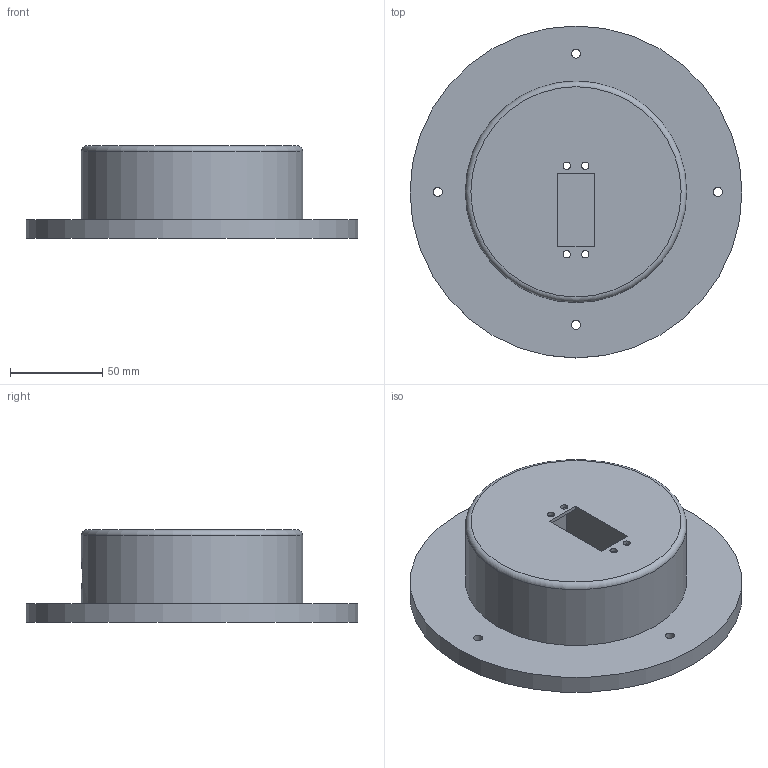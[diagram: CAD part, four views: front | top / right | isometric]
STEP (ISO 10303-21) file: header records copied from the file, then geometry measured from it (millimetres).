
FILE_DESCRIPTION(/* description */ (''),/* implementation_level */ '2;1');
FILE_NAME(/* name */ 'base v10.step',/* time_stamp */ '2023-03-09T13:05:29Z',/* author */ (''),/* organization */ (''),/* preprocessor_version */ 'ST-DEVELOPER v19.2',/* originating_system */ 'Autodesk Translation Framework v11.17.0.187',/* authorisation */ '');
FILE_SCHEMA (('AUTOMOTIVE_DESIGN { 1 0 10303 214 3 1 1 }'));
Length unit declared in the file: millimetre
Products named in the file (1): base
Bounding box: 180 x 180 x 50 mm (x, y, z)
Volume: 657847.8 mm3; surface area: 79954.1 mm2
Topology: 1 solids, 1 shells, 26 faces, 72 edges, 48 vertices
Faces by surface type: plane 14, cylinder 11, torus 1
Full cylindrical faces by diameter (mm): 4 x4, 5 x4, 15 x1, 120 x1, 180 x1
Entity records: 947 total; most frequent: CARTESIAN_POINT 182, DIRECTION 147, ORIENTED_EDGE 144, EDGE_CURVE 72, AXIS2_PLACEMENT_3D 50, EDGE_LOOP 48, VERTEX_POINT 48, LINE 47
